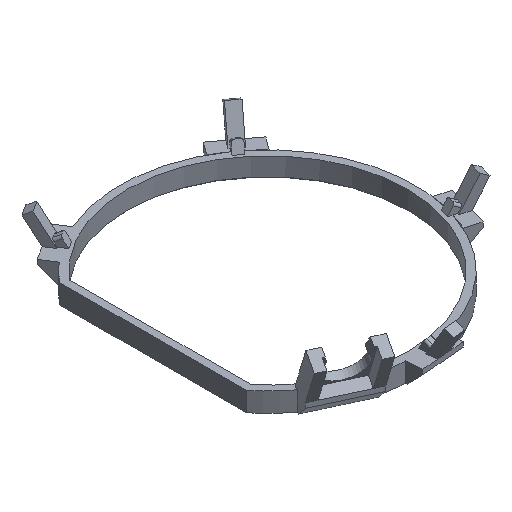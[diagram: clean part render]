
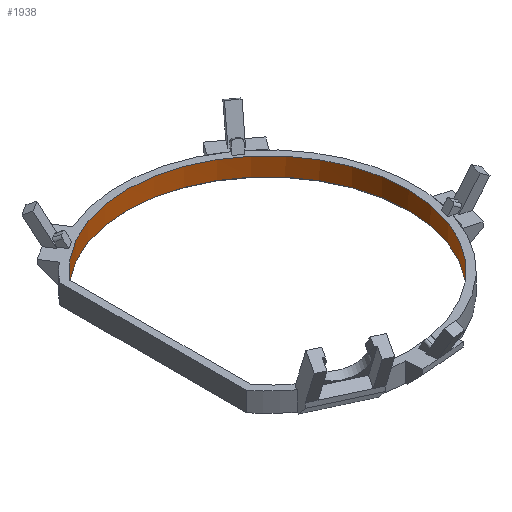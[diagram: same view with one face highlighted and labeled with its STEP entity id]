
A CAD part, isometric view. The second image highlights one B-rep face of the part: STEP entity #1938.
In plain terms, the highlighted cylindrical face has radius 29 mm (diameter 58 mm), a partial arc.
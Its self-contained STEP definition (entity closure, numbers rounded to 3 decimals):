
#37=CYLINDRICAL_SURFACE('',#2102,29.);
#59=CIRCLE('',#2011,29.);
#60=CIRCLE('',#2012,29.);
#84=CIRCLE('',#2100,29.);
#85=CIRCLE('',#2103,29.);
#171=FACE_OUTER_BOUND('',#274,.T.);
#274=EDGE_LOOP('',(#1676,#1677,#1678,#1679,#1680,#1681));
#486=LINE('',#3155,#714);
#487=LINE('',#3157,#715);
#714=VECTOR('',#2583,10.);
#715=VECTOR('',#2586,10.);
#811=VERTEX_POINT('',#2825);
#812=VERTEX_POINT('',#2827);
#813=VERTEX_POINT('',#2829);
#814=VERTEX_POINT('',#2831);
#908=VERTEX_POINT('',#3141);
#909=VERTEX_POINT('',#3146);
#1011=EDGE_CURVE('',#811,#812,#59,.T.);
#1013=EDGE_CURVE('',#813,#814,#60,.T.);
#1169=EDGE_CURVE('',#908,#909,#84,.T.);
#1172=EDGE_CURVE('',#908,#812,#486,.T.);
#1173=EDGE_CURVE('',#814,#811,#85,.T.);
#1174=EDGE_CURVE('',#909,#813,#487,.T.);
#1676=ORIENTED_EDGE('',*,*,#1169,.F.);
#1677=ORIENTED_EDGE('',*,*,#1172,.T.);
#1678=ORIENTED_EDGE('',*,*,#1011,.F.);
#1679=ORIENTED_EDGE('',*,*,#1173,.F.);
#1680=ORIENTED_EDGE('',*,*,#1013,.F.);
#1681=ORIENTED_EDGE('',*,*,#1174,.F.);
#1938=ADVANCED_FACE('',(#171),#37,.F.);
#2011=AXIS2_PLACEMENT_3D('',#2828,#2269,#2270);
#2012=AXIS2_PLACEMENT_3D('',#2832,#2272,#2273);
#2100=AXIS2_PLACEMENT_3D('',#3147,#2576,#2577);
#2102=AXIS2_PLACEMENT_3D('',#3154,#2581,#2582);
#2103=AXIS2_PLACEMENT_3D('',#3156,#2584,#2585);
#2269=DIRECTION('center_axis',(0.,0.,-1.));
#2270=DIRECTION('ref_axis',(-0.763,-0.647,0.));
#2272=DIRECTION('center_axis',(0.,0.,-1.));
#2273=DIRECTION('ref_axis',(-0.763,-0.647,0.));
#2576=DIRECTION('center_axis',(0.,0.,1.));
#2577=DIRECTION('ref_axis',(0.763,0.647,0.));
#2581=DIRECTION('center_axis',(0.,0.,1.));
#2582=DIRECTION('ref_axis',(1.,0.,0.));
#2583=DIRECTION('',(0.,0.,1.));
#2584=DIRECTION('center_axis',(0.,0.,-1.));
#2585=DIRECTION('ref_axis',(-0.763,-0.647,0.));
#2586=DIRECTION('',(0.,0.,1.));
#2825=CARTESIAN_POINT('',(-14.389,-25.179,4.));
#2827=CARTESIAN_POINT('',(-22.123,-18.75,4.));
#2828=CARTESIAN_POINT('Origin',(0.,0.,4.));
#2829=CARTESIAN_POINT('',(-22.123,18.75,4.));
#2831=CARTESIAN_POINT('',(-10.039,-27.207,4.));
#2832=CARTESIAN_POINT('Origin',(0.,0.,4.));
#3141=CARTESIAN_POINT('',(-22.123,-18.75,0.25));
#3146=CARTESIAN_POINT('',(-22.123,18.75,0.25));
#3147=CARTESIAN_POINT('Origin',(0.,0.,0.25));
#3154=CARTESIAN_POINT('Origin',(0.,0.,0.));
#3155=CARTESIAN_POINT('',(-22.123,-18.75,0.));
#3156=CARTESIAN_POINT('Origin',(0.,0.,4.));
#3157=CARTESIAN_POINT('',(-22.123,18.75,0.));
